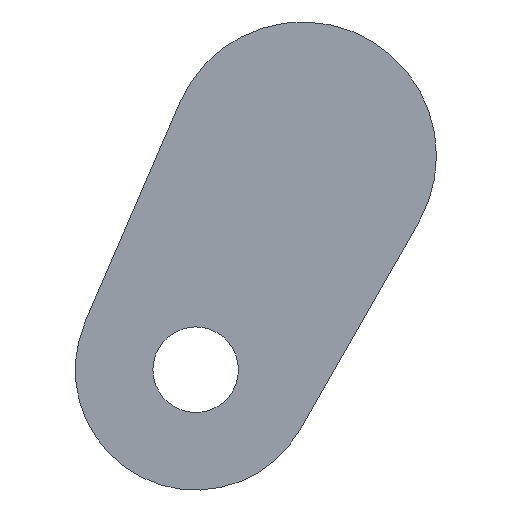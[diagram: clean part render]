
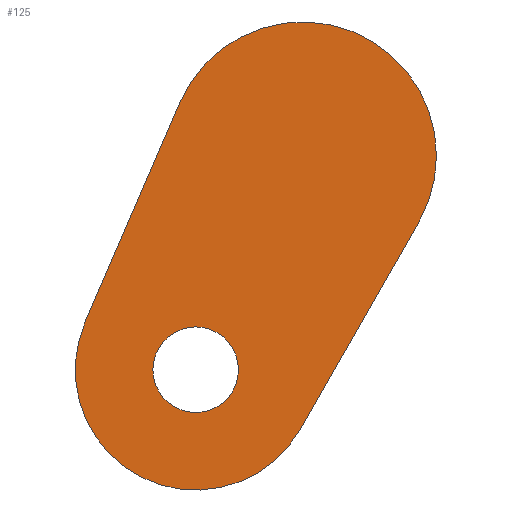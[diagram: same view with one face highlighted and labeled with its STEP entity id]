
A CAD part, left-side view. The second image highlights one B-rep face of the part: STEP entity #125.
In plain terms, the highlighted planar face has unit normal (-1, 0, 0).
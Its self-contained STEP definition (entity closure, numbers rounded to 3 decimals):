
#16=FACE_BOUND('',#36,.T.);
#20=PLANE('',#152);
#27=FACE_OUTER_BOUND('',#35,.T.);
#35=EDGE_LOOP('',(#111,#112,#113,#114));
#36=EDGE_LOOP('',(#115));
#38=LINE('',#200,#47);
#43=LINE('',#214,#52);
#47=VECTOR('',#164,10.);
#52=VECTOR('',#177,10.);
#56=CIRCLE('',#142,1.6);
#57=CIRCLE('',#145,5.);
#59=CIRCLE('',#149,4.5);
#62=VERTEX_POINT('',#194);
#63=VERTEX_POINT('',#198);
#64=VERTEX_POINT('',#199);
#67=VERTEX_POINT('',#207);
#69=VERTEX_POINT('',#213);
#73=EDGE_CURVE('',#62,#62,#56,.T.);
#74=EDGE_CURVE('',#63,#64,#38,.T.);
#78=EDGE_CURVE('',#67,#64,#57,.T.);
#81=EDGE_CURVE('',#69,#67,#43,.T.);
#84=EDGE_CURVE('',#63,#69,#59,.T.);
#111=ORIENTED_EDGE('',*,*,#84,.F.);
#112=ORIENTED_EDGE('',*,*,#74,.T.);
#113=ORIENTED_EDGE('',*,*,#78,.F.);
#114=ORIENTED_EDGE('',*,*,#81,.F.);
#115=ORIENTED_EDGE('',*,*,#73,.F.);
#125=ADVANCED_FACE('',(#27,#16),#20,.F.);
#142=AXIS2_PLACEMENT_3D('',#196,#160,#161);
#145=AXIS2_PLACEMENT_3D('',#208,#170,#171);
#149=AXIS2_PLACEMENT_3D('',#219,#182,#183);
#152=AXIS2_PLACEMENT_3D('',#222,#188,#189);
#160=DIRECTION('center_axis',(-1.,0.,0.));
#161=DIRECTION('ref_axis',(0.,1.,0.));
#164=DIRECTION('',(0.,-0.497,0.868));
#170=DIRECTION('center_axis',(1.,0.,0.));
#171=DIRECTION('ref_axis',(0.,0.918,0.397));
#177=DIRECTION('',(0.,-0.397,0.918));
#182=DIRECTION('center_axis',(1.,0.,0.));
#183=DIRECTION('ref_axis',(0.,-0.868,-0.497));
#188=DIRECTION('center_axis',(1.,0.,0.));
#189=DIRECTION('ref_axis',(0.,1.,0.));
#194=CARTESIAN_POINT('',(0.,-1.6,0.));
#196=CARTESIAN_POINT('Origin',(0.,0.,0.));
#198=CARTESIAN_POINT('',(0.,-3.906,-2.234));
#199=CARTESIAN_POINT('',(0.,-8.34,5.517));
#200=CARTESIAN_POINT('',(0.,-3.906,-2.234));
#207=CARTESIAN_POINT('',(0.,0.59,9.983));
#208=CARTESIAN_POINT('Origin',(0.,-4.,8.));
#213=CARTESIAN_POINT('',(0.,4.131,1.784));
#214=CARTESIAN_POINT('',(0.,4.131,1.784));
#219=CARTESIAN_POINT('Origin',(0.,0.,0.));
#222=CARTESIAN_POINT('Origin',(0.,-2.25,4.25));
